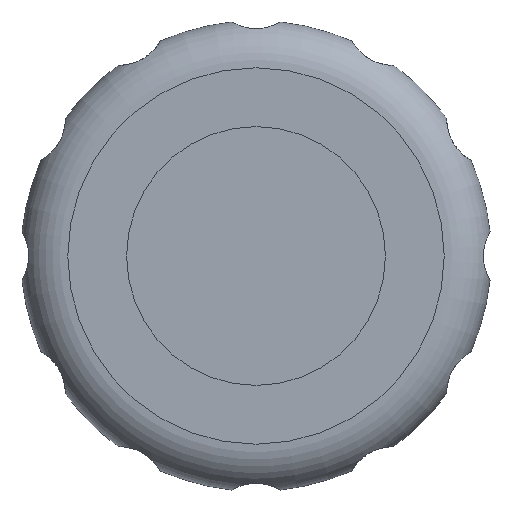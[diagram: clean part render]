
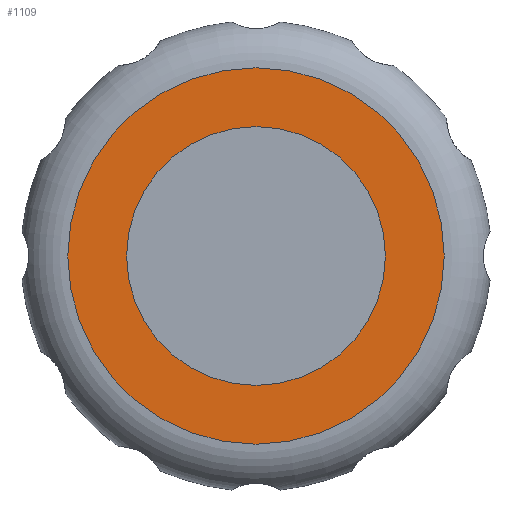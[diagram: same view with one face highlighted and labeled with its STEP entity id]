
A CAD part, left-side view. The second image highlights one B-rep face of the part: STEP entity #1109.
In plain terms, the highlighted planar face has unit normal (-1, 0, 0).
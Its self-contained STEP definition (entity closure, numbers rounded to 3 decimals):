
#21=PLANE('',#1204);
#364=ORIENTED_EDGE('',*,*,#370,.T.);
#365=ORIENTED_EDGE('',*,*,#409,.T.);
#370=EDGE_CURVE('',#486,#486,#566,.T.);
#409=EDGE_CURVE('',#521,#521,#585,.T.);
#486=VERTEX_POINT('',#1421);
#521=VERTEX_POINT('',#1681);
#566=CIRCLE('',#1121,8.25);
#585=CIRCLE('',#1146,12.);
#658=EDGE_LOOP('',(#364));
#659=EDGE_LOOP('',(#365));
#712=FACE_BOUND('',#658,.T.);
#713=FACE_BOUND('',#659,.T.);
#1109=ADVANCED_FACE('',(#712,#713),#21,.T.);
#1121=AXIS2_PLACEMENT_3D('',#1420,#1217,#1218);
#1146=AXIS2_PLACEMENT_3D('',#1680,#1271,#1272);
#1204=AXIS2_PLACEMENT_3D('',#1965,#1407,#1408);
#1217=DIRECTION('',(1.,0.,0.));
#1218=DIRECTION('',(0.,0.,-1.));
#1271=DIRECTION('',(-1.,0.,0.));
#1272=DIRECTION('',(0.,0.,-1.));
#1407=DIRECTION('',(-1.,0.,0.));
#1408=DIRECTION('',(0.,0.,1.));
#1420=CARTESIAN_POINT('',(0.,0.,0.));
#1421=CARTESIAN_POINT('',(0.,0.,-8.25));
#1680=CARTESIAN_POINT('',(0.,0.,0.));
#1681=CARTESIAN_POINT('',(0.,0.,-12.));
#1965=CARTESIAN_POINT('',(0.,0.,-10.9));
